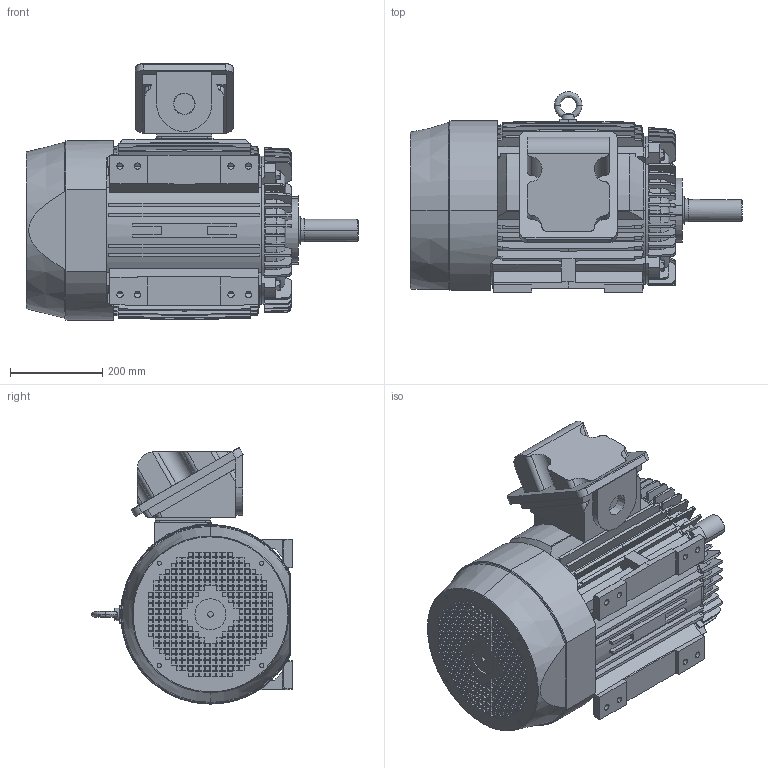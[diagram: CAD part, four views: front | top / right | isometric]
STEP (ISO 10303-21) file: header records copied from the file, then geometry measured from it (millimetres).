
FILE_DESCRIPTION (( 'STEP AP214' ), '1' );
FILE_NAME ('MDSLV001-05-46P-F1-Bottom nc bod broke rep1.STEP', '2023-04-10T19:51:22', ( '' ), ( '' ), 'SwSTEP 2.0', 'SolidWorks 2021', '' );
FILE_SCHEMA (( 'AUTOMOTIVE_DESIGN' ));
Length unit declared in the file: inch
Products named in the file (1): MDSLV001-05-46P-F1-Bottom nc bod broke  rep1
Bounding box: 721.7 x 435.8 x 556.86 mm (x, y, z)
Volume: 66326029 mm3; surface area: 2594051 mm2
Topology: 13 solids, 13 shells, 3154 faces, 8004 edges, 5261 vertices
Faces by surface type: plane 2342, cone 438, cylinder 250, bspline 124
Entity records: 100577 total; most frequent: CARTESIAN_POINT 25599, ORIENTED_EDGE 15972, DIRECTION 14266, EDGE_CURVE 7986, LINE 5634, VECTOR 5634, VERTEX_POINT 5261, AXIS2_PLACEMENT_3D 4316
